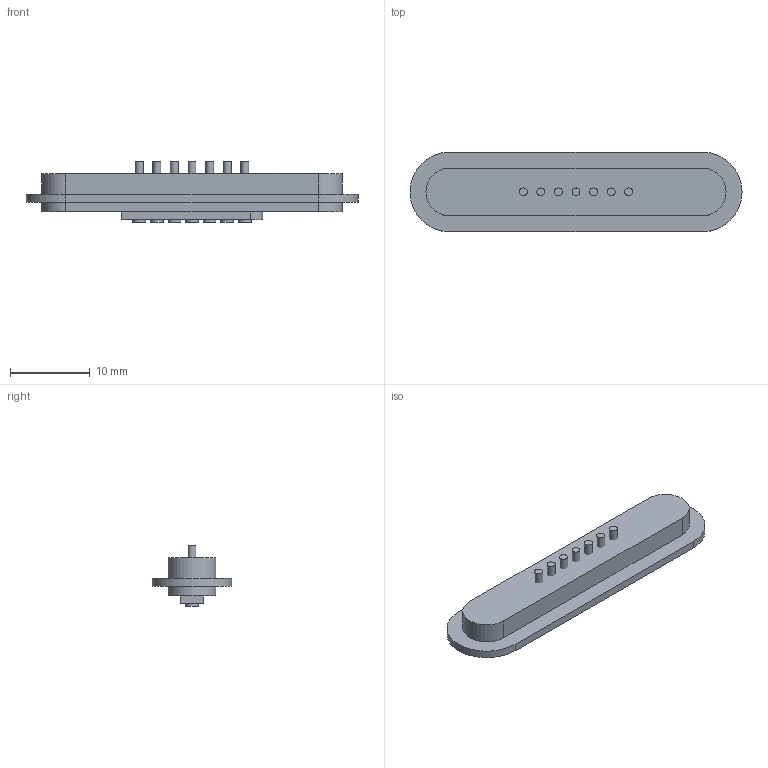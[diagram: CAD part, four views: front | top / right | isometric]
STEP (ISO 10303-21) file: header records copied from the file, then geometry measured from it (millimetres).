
FILE_DESCRIPTION(/* description */ (''),/* implementation_level */ '2;1');
FILE_NAME(/* name */ '000904_A_1-MAG_CON_5468.stp',/* time_stamp */ '2023-02-28T13:47:04+01:00',/* author */ (''),/* organization */ (''),/* preprocessor_version */ 'ST-DEVELOPER v18.102',/* originating_system */ 'SIEMENS PLM Software NX2206.1700',/* authorisation */ '');
FILE_SCHEMA (('AP203_CONFIGURATION_CONTROLLED_3D_DESIGN_OF_MECHANICAL_PARTS_AND_ASSEMBLIES_MIM_LF { 1 0 10303 403 2 1 2}'));
Length unit declared in the file: millimetre
Products named in the file (1): 000904_A_1-MAG_CON_5468
Bounding box: 41.6 x 10 x 7.6 mm (x, y, z)
Volume: 1346.4 mm3; surface area: 1488.1 mm2
Topology: 15 solids, 15 shells, 63 faces, 90 edges, 60 vertices
Faces by surface type: plane 42, cylinder 21
Full cylindrical faces by diameter (mm): 1 x7, 1.6 x7
Entity records: 1445 total; most frequent: DIRECTION 246, CARTESIAN_POINT 200, ORIENTED_EDGE 152, AXIS2_PLACEMENT_3D 106, EDGE_LOOP 80, EDGE_CURVE 76, ADVANCED_FACE 63, VERTEX_POINT 60
